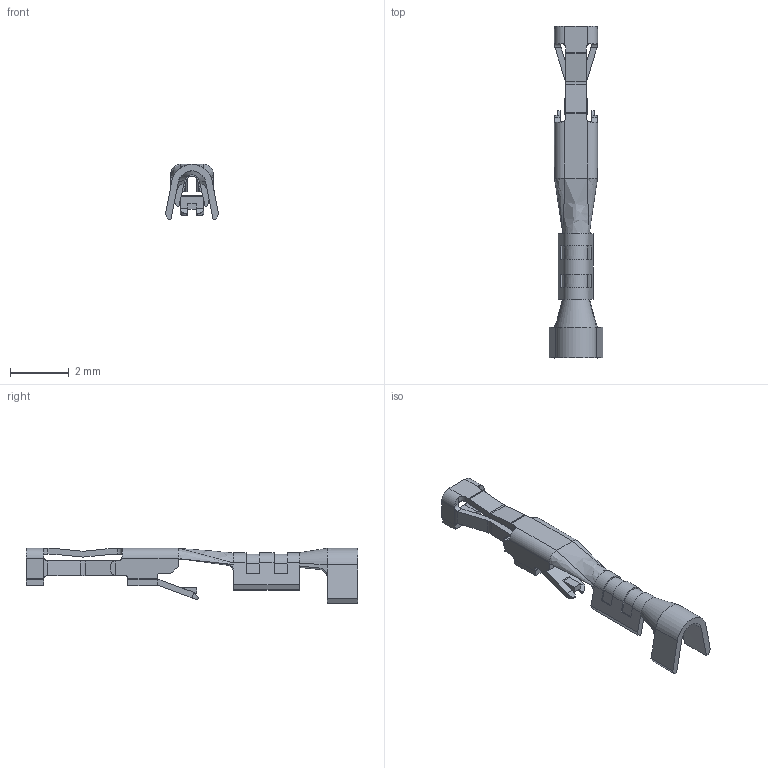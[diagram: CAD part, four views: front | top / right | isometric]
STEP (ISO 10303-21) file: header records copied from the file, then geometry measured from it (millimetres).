
FILE_DESCRIPTION( ('This file contains a STEP AP42 implementation' ,'as created by ZW3D STEP Interface translator.') ,'2;1' );
FILE_NAME( '3220-TPXX01.stp' ,'231127.112610', (''), ('ZWCAD Software Co.'), 'Version 1.0', 'ZW3D to STEP translator', '' );
FILE_SCHEMA(('AUTOMOTIVE_DESIGN { 1 0 10303 214 1 1 1 1 }'));
Length unit declared in the file: millimetre
Products named in the file (1): 0
Bounding box: 1.82 x 11.34 x 1.89 mm (x, y, z)
Volume: 5.9 mm3; surface area: 71.7 mm2
Topology: 1 solids, 1 shells, 216 faces, 588 edges, 374 vertices
Faces by surface type: plane 131, cylinder 55, bspline 30
Entity records: 8514 total; most frequent: CARTESIAN_POINT 3054, ORIENTED_EDGE 1176, DIRECTION 960, EDGE_CURVE 588, VECTOR 406, LINE 406, VERTEX_POINT 374, AXIS2_PLACEMENT_3D 277
